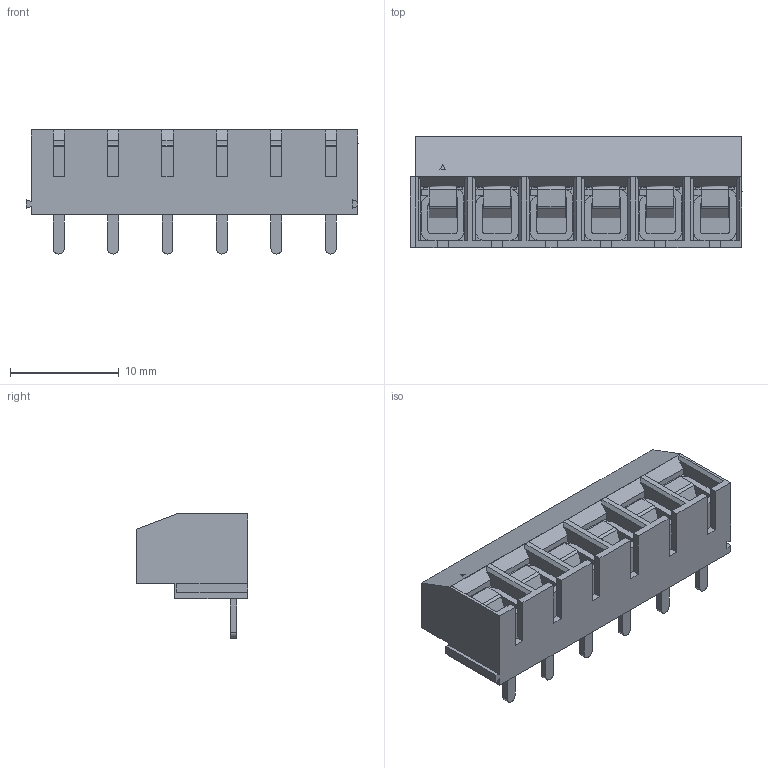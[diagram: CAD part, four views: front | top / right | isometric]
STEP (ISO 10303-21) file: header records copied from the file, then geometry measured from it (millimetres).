
FILE_DESCRIPTION (( 'STEP AP214' ), '1' );
FILE_NAME ('DG126R-5.0-06P-12-00AH.STEP', '2021-01-19T16:06:16', ( '' ), ( '' ), 'SwSTEP 2.0', 'SolidWorks 2020', '' );
FILE_SCHEMA (( 'AUTOMOTIVE_DESIGN' ));
Length unit declared in the file: millimetre
Products named in the file (1): DG126R-5.0-06P-12-00AH
Bounding box: 30.5 x 10.2 x 11.4 mm (x, y, z)
Volume: 1690.6 mm3; surface area: 2971 mm2
Topology: 1 solids, 1 shells, 868 faces, 2379 edges, 1548 vertices
Faces by surface type: plane 524, bspline 146, cylinder 144, torus 42, cone 12
Entity records: 43003 total; most frequent: CARTESIAN_POINT 13822, ORIENTED_EDGE 4758, DIRECTION 3815, EDGE_CURVE 2379, LINE 1613, VECTOR 1613, VERTEX_POINT 1548, AXIS2_PLACEMENT_3D 1101
